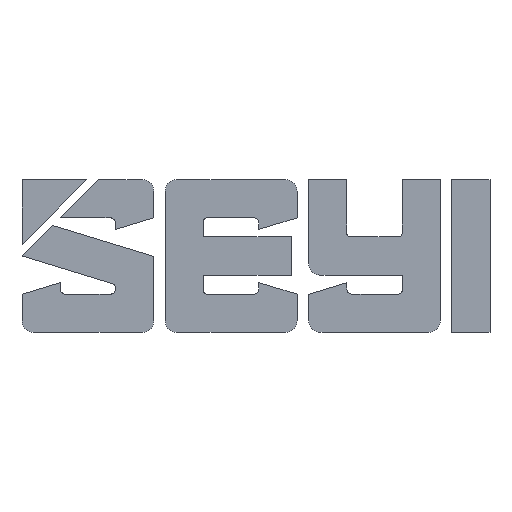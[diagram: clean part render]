
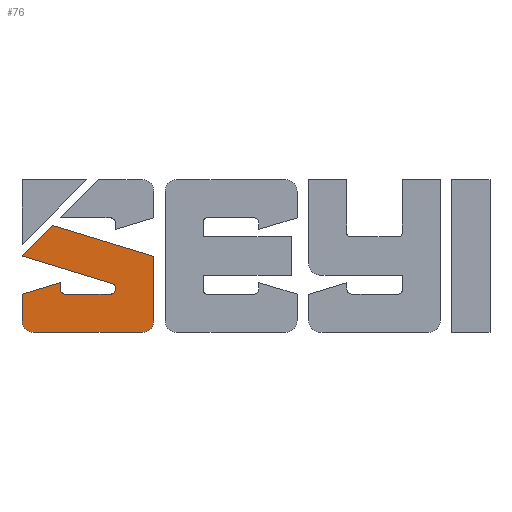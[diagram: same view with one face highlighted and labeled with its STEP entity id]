
A CAD part, top view. The second image highlights one B-rep face of the part: STEP entity #76.
In plain terms, the highlighted planar face has unit normal (0, 0, 1).
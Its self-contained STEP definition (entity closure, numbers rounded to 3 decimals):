
#45 = CARTESIAN_POINT ( 'NONE',  ( 64.975, 35.482, 0.667 ) ) ;
#50 = VECTOR ( 'NONE', #1549, 1000. ) ;
#58 = DIRECTION ( 'NONE',  ( 0., 0., 1. ) ) ;
#65 = PLANE ( 'NONE',  #1010 ) ;
#71 = CARTESIAN_POINT ( 'NONE',  ( 22.162, 77.509, 0.667 ) ) ;
#76 = ADVANCED_FACE ( 'NONE', ( #1450 ), #65, .F. ) ;
#78 = LINE ( 'NONE', #1996, #2113 ) ;
#85 = LINE ( 'NONE', #452, #1895 ) ;
#135 = CARTESIAN_POINT ( 'NONE',  ( 95.473, 55.096, 0.667 ) ) ;
#150 = CARTESIAN_POINT ( 'NONE',  ( 22.162, 77.509, 0.667 ) ) ;
#174 = EDGE_CURVE ( 'NONE', #1737, #1367, #487, .T. ) ;
#196 = DIRECTION ( 'NONE',  ( -1., 0., 0. ) ) ;
#226 = VECTOR ( 'NONE', #2041, 1000. ) ;
#228 = DIRECTION ( 'NONE',  ( -1., 0., 0. ) ) ;
#238 = CARTESIAN_POINT ( 'NONE',  ( 63.808, 31.665, 0.667 ) ) ;
#252 = DIRECTION ( 'NONE',  ( -1., 0., 0. ) ) ;
#254 = DIRECTION ( 'NONE',  ( 0., 0., -1. ) ) ;
#256 = VERTEX_POINT ( 'NONE', #1501 ) ;
#338 = DIRECTION ( 'NONE',  ( 0., 1., 0. ) ) ;
#395 = ORIENTED_EDGE ( 'NONE', *, *, #1727, .T. ) ;
#400 = EDGE_CURVE ( 'NONE', #619, #1644, #456, .T. ) ;
#435 = EDGE_CURVE ( 'NONE', #1020, #619, #675, .T. ) ;
#452 = CARTESIAN_POINT ( 'NONE',  ( 87.171, 0., 0.667 ) ) ;
#456 = LINE ( 'NONE', #917, #1764 ) ;
#487 = CIRCLE ( 'NONE', #2100, 3.991 ) ;
#493 = CARTESIAN_POINT ( 'NONE',  ( 31.665, 31.665, 0.667 ) ) ;
#501 = EDGE_CURVE ( 'NONE', #1277, #1020, #2461, .T. ) ;
#521 = DIRECTION ( 'NONE',  ( 1., 0., 0. ) ) ;
#567 = LINE ( 'NONE', #135, #1071 ) ;
#568 = CARTESIAN_POINT ( 'NONE',  ( 8.302, 0., 0.667 ) ) ;
#590 = EDGE_CURVE ( 'NONE', #1560, #1680, #900, .T. ) ;
#615 = CARTESIAN_POINT ( 'NONE',  ( 87.171, 8.302, 0.667 ) ) ;
#619 = VERTEX_POINT ( 'NONE', #1836 ) ;
#645 = CARTESIAN_POINT ( 'NONE',  ( 27.673, 36.134, 0.667 ) ) ;
#669 = AXIS2_PLACEMENT_3D ( 'NONE', #1486, #58, #252 ) ;
#670 = DIRECTION ( 'NONE',  ( 1., 0., 0. ) ) ;
#675 = LINE ( 'NONE', #71, #704 ) ;
#677 = EDGE_CURVE ( 'NONE', #1686, #1277, #567, .T. ) ;
#704 = VECTOR ( 'NONE', #1320, 1000. ) ;
#712 = DIRECTION ( 'NONE',  ( 0., 0., -1. ) ) ;
#718 = LINE ( 'NONE', #1986, #1455 ) ;
#742 = CARTESIAN_POINT ( 'NONE',  ( 0., 27.673, 0.667 ) ) ;
#790 = VERTEX_POINT ( 'NONE', #1910 ) ;
#806 = AXIS2_PLACEMENT_3D ( 'NONE', #615, #1462, #196 ) ;
#835 = VERTEX_POINT ( 'NONE', #1292 ) ;
#862 = DIRECTION ( 'NONE',  ( 1., 0., 0. ) ) ;
#895 = CARTESIAN_POINT ( 'NONE',  ( 87.171, 8.302, 0.667 ) ) ;
#900 = LINE ( 'NONE', #1210, #226 ) ;
#917 = CARTESIAN_POINT ( 'NONE',  ( 64.975, 35.482, 0.667 ) ) ;
#1010 = AXIS2_PLACEMENT_3D ( 'NONE', #895, #254, #1089 ) ;
#1020 = VERTEX_POINT ( 'NONE', #150 ) ;
#1071 = VECTOR ( 'NONE', #338, 1000. ) ;
#1089 = DIRECTION ( 'NONE',  ( -1., 0., 0. ) ) ;
#1097 = ORIENTED_EDGE ( 'NONE', *, *, #677, .T. ) ;
#1111 = DIRECTION ( 'NONE',  ( 0.956, -0.292, 0. ) ) ;
#1197 = ORIENTED_EDGE ( 'NONE', *, *, #1889, .T. ) ;
#1210 = CARTESIAN_POINT ( 'NONE',  ( 0., 27.673, 0.667 ) ) ;
#1224 = ORIENTED_EDGE ( 'NONE', *, *, #501, .T. ) ;
#1277 = VERTEX_POINT ( 'NONE', #1468 ) ;
#1292 = CARTESIAN_POINT ( 'NONE',  ( 0., 8.302, 0.667 ) ) ;
#1320 = DIRECTION ( 'NONE',  ( -0.707, -0.707, 0. ) ) ;
#1367 = VERTEX_POINT ( 'NONE', #1398 ) ;
#1398 = CARTESIAN_POINT ( 'NONE',  ( 27.673, 31.665, 0.667 ) ) ;
#1422 = CARTESIAN_POINT ( 'NONE',  ( 22.162, 77.509, 0.667 ) ) ;
#1433 = DIRECTION ( 'NONE',  ( -0.956, 0.292, 0. ) ) ;
#1450 = FACE_OUTER_BOUND ( 'NONE', #2463, .T. ) ;
#1455 = VECTOR ( 'NONE', #2364, 1000. ) ;
#1462 = DIRECTION ( 'NONE',  ( 0., 0., 1. ) ) ;
#1466 = CIRCLE ( 'NONE', #669, 8.302 ) ;
#1468 = CARTESIAN_POINT ( 'NONE',  ( 95.473, 55.096, 0.667 ) ) ;
#1486 = CARTESIAN_POINT ( 'NONE',  ( 8.302, 8.302, 0.667 ) ) ;
#1501 = CARTESIAN_POINT ( 'NONE',  ( 63.808, 27.673, 0.667 ) ) ;
#1549 = DIRECTION ( 'NONE',  ( 0., -1., 0. ) ) ;
#1560 = VERTEX_POINT ( 'NONE', #645 ) ;
#1565 = EDGE_CURVE ( 'NONE', #256, #1737, #78, .T. ) ;
#1578 = CIRCLE ( 'NONE', #806, 8.302 ) ;
#1604 = LINE ( 'NONE', #2172, #50 ) ;
#1627 = EDGE_CURVE ( 'NONE', #1644, #256, #1976, .T. ) ;
#1644 = VERTEX_POINT ( 'NONE', #45 ) ;
#1680 = VERTEX_POINT ( 'NONE', #742 ) ;
#1682 = ORIENTED_EDGE ( 'NONE', *, *, #2454, .T. ) ;
#1686 = VERTEX_POINT ( 'NONE', #2380 ) ;
#1713 = AXIS2_PLACEMENT_3D ( 'NONE', #238, #2049, #862 ) ;
#1727 = EDGE_CURVE ( 'NONE', #1367, #1560, #718, .T. ) ;
#1736 = VERTEX_POINT ( 'NONE', #568 ) ;
#1737 = VERTEX_POINT ( 'NONE', #2402 ) ;
#1757 = VECTOR ( 'NONE', #1433, 1000. ) ;
#1764 = VECTOR ( 'NONE', #1111, 1000. ) ;
#1836 = CARTESIAN_POINT ( 'NONE',  ( 0., 55.347, 0.667 ) ) ;
#1889 = EDGE_CURVE ( 'NONE', #1680, #835, #1604, .T. ) ;
#1895 = VECTOR ( 'NONE', #670, 1000. ) ;
#1910 = CARTESIAN_POINT ( 'NONE',  ( 87.171, 0., 0.667 ) ) ;
#1935 = ORIENTED_EDGE ( 'NONE', *, *, #400, .T. ) ;
#1975 = ORIENTED_EDGE ( 'NONE', *, *, #174, .T. ) ;
#1976 = CIRCLE ( 'NONE', #1713, 3.991 ) ;
#1986 = CARTESIAN_POINT ( 'NONE',  ( 27.673, 36.134, 0.667 ) ) ;
#1996 = CARTESIAN_POINT ( 'NONE',  ( 31.665, 27.673, 0.667 ) ) ;
#2013 = ORIENTED_EDGE ( 'NONE', *, *, #435, .T. ) ;
#2041 = DIRECTION ( 'NONE',  ( -0.956, -0.292, 0. ) ) ;
#2049 = DIRECTION ( 'NONE',  ( 0., 0., -1. ) ) ;
#2081 = ORIENTED_EDGE ( 'NONE', *, *, #2486, .T. ) ;
#2100 = AXIS2_PLACEMENT_3D ( 'NONE', #493, #712, #521 ) ;
#2103 = ORIENTED_EDGE ( 'NONE', *, *, #590, .T. ) ;
#2113 = VECTOR ( 'NONE', #228, 1000. ) ;
#2172 = CARTESIAN_POINT ( 'NONE',  ( 0., 8.302, 0.667 ) ) ;
#2364 = DIRECTION ( 'NONE',  ( 0., 1., 0. ) ) ;
#2380 = CARTESIAN_POINT ( 'NONE',  ( 95.473, 8.302, 0.667 ) ) ;
#2390 = EDGE_CURVE ( 'NONE', #790, #1686, #1578, .T. ) ;
#2402 = CARTESIAN_POINT ( 'NONE',  ( 31.665, 27.673, 0.667 ) ) ;
#2454 = EDGE_CURVE ( 'NONE', #1736, #790, #85, .T. ) ;
#2461 = LINE ( 'NONE', #1422, #1757 ) ;
#2463 = EDGE_LOOP ( 'NONE', ( #1224, #2013, #1935, #2492, #2626, #1975, #395, #2103, #1197, #2081, #1682, #2499, #1097 ) ) ;
#2486 = EDGE_CURVE ( 'NONE', #835, #1736, #1466, .T. ) ;
#2492 = ORIENTED_EDGE ( 'NONE', *, *, #1627, .T. ) ;
#2499 = ORIENTED_EDGE ( 'NONE', *, *, #2390, .T. ) ;
#2626 = ORIENTED_EDGE ( 'NONE', *, *, #1565, .T. ) ;
